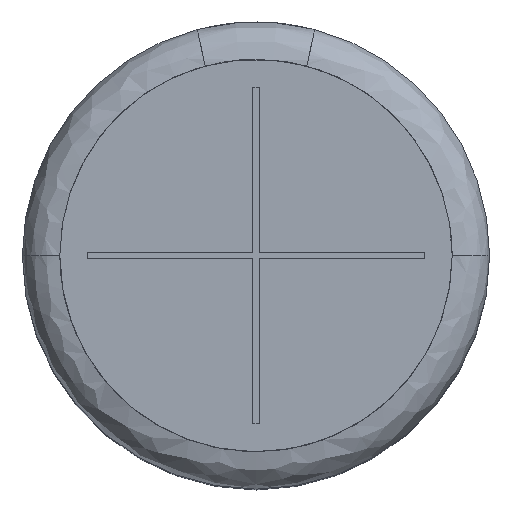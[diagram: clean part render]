
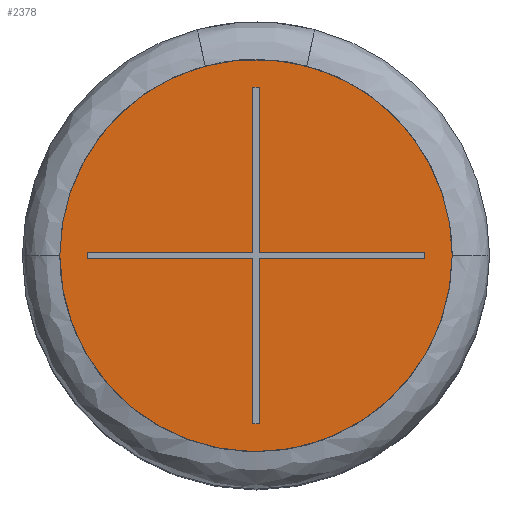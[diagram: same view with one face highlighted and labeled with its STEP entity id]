
A CAD part, top view. The second image highlights one B-rep face of the part: STEP entity #2378.
In plain terms, the highlighted planar face has unit normal (0, 0, 1).
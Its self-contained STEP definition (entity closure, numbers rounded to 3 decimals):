
#350 = DIRECTION ( 'NONE',  ( 1., 0., 0. ) ) ;
#351 = VECTOR ( 'NONE', #350, 1000. ) ;
#352 = CARTESIAN_POINT ( 'NONE',  ( -298.755, -22.241, 14.88 ) ) ;
#381 = LINE ( 'NONE', #352, #351 ) ;
#2009 = ORIENTED_EDGE ( 'NONE', *, *, #2348, .T. ) ;
#2010 = ORIENTED_EDGE ( 'NONE', *, *, #2389, .T. ) ;
#2011 = EDGE_LOOP ( 'NONE', ( #2191, #2268, #2206, #2252, #2278, #2282, #2010, #2201, #2108, #2261, #2097, #2009 ) ) ;
#2016 = ORIENTED_EDGE ( 'NONE', *, *, #2017, .F. ) ;
#2017 = EDGE_CURVE ( 'NONE', #3157, #2104, #5614, .T. ) ;
#2020 = VERTEX_POINT ( 'NONE', #5619 ) ;
#2041 = VERTEX_POINT ( 'NONE', #5308 ) ;
#2097 = ORIENTED_EDGE ( 'NONE', *, *, #2137, .T. ) ;
#2101 = EDGE_CURVE ( 'NONE', #2104, #2041, #5765, .T. ) ;
#2102 = ORIENTED_EDGE ( 'NONE', *, *, #2874, .F. ) ;
#2104 = VERTEX_POINT ( 'NONE', #5905 ) ;
#2108 = ORIENTED_EDGE ( 'NONE', *, *, #2381, .T. ) ;
#2137 = EDGE_CURVE ( 'NONE', #2221, #2345, #6071, .T. ) ;
#2142 = EDGE_CURVE ( 'NONE', #2226, #2020, #6191, .T. ) ;
#2145 = EDGE_CURVE ( 'NONE', #2352, #2221, #6181, .T. ) ;
#2191 = ORIENTED_EDGE ( 'NONE', *, *, #2362, .T. ) ;
#2201 = ORIENTED_EDGE ( 'NONE', *, *, #2142, .T. ) ;
#2206 = ORIENTED_EDGE ( 'NONE', *, *, #2931, .T. ) ;
#2221 = VERTEX_POINT ( 'NONE', #6266 ) ;
#2226 = VERTEX_POINT ( 'NONE', #6372 ) ;
#2230 = VERTEX_POINT ( 'NONE', #6265 ) ;
#2232 = VERTEX_POINT ( 'NONE', #6261 ) ;
#2252 = ORIENTED_EDGE ( 'NONE', *, *, #3144, .T. ) ;
#2254 = ORIENTED_EDGE ( 'NONE', *, *, #2101, .F. ) ;
#2261 = ORIENTED_EDGE ( 'NONE', *, *, #2145, .T. ) ;
#2268 = ORIENTED_EDGE ( 'NONE', *, *, #2368, .T. ) ;
#2278 = ORIENTED_EDGE ( 'NONE', *, *, #3146, .T. ) ;
#2282 = ORIENTED_EDGE ( 'NONE', *, *, #2723, .T. ) ;
#2345 = VERTEX_POINT ( 'NONE', #6417 ) ;
#2348 = EDGE_CURVE ( 'NONE', #2345, #2230, #6467, .T. ) ;
#2352 = VERTEX_POINT ( 'NONE', #6501 ) ;
#2362 = EDGE_CURVE ( 'NONE', #2230, #2232, #6430, .T. ) ;
#2368 = EDGE_CURVE ( 'NONE', #2232, #2869, #6453, .T. ) ;
#2376 = EDGE_LOOP ( 'NONE', ( #2016, #2102, #2254 ) ) ;
#2378 = ADVANCED_FACE ( 'NONE', ( #6669, #6647 ), #6590, .T. ) ;
#2381 = EDGE_CURVE ( 'NONE', #2020, #2352, #6688, .T. ) ;
#2389 = EDGE_CURVE ( 'NONE', #3165, #2226, #6604, .T. ) ;
#2723 = EDGE_CURVE ( 'NONE', #3163, #3165, #381, .T. ) ;
#2869 = VERTEX_POINT ( 'NONE', #7478 ) ;
#2874 = EDGE_CURVE ( 'NONE', #2041, #3157, #7468, .T. ) ;
#2895 = VERTEX_POINT ( 'NONE', #7527 ) ;
#2931 = EDGE_CURVE ( 'NONE', #2869, #2895, #7570, .T. ) ;
#3126 = VERTEX_POINT ( 'NONE', #7956 ) ;
#3144 = EDGE_CURVE ( 'NONE', #2895, #3126, #7979, .T. ) ;
#3146 = EDGE_CURVE ( 'NONE', #3126, #3163, #7923, .T. ) ;
#3157 = VERTEX_POINT ( 'NONE', #8012 ) ;
#3163 = VERTEX_POINT ( 'NONE', #7563 ) ;
#3165 = VERTEX_POINT ( 'NONE', #7562 ) ;
#5308 = CARTESIAN_POINT ( 'NONE',  ( -293.505, -26.741, 14.88 ) ) ;
#5538 = CARTESIAN_POINT ( 'NONE',  ( -298.755, -21.491, 14.88 ) ) ;
#5540 = CARTESIAN_POINT ( 'NONE',  ( -301.83, -21.491, 14.88 ) ) ;
#5543 = CARTESIAN_POINT ( 'NONE',  ( -304.005, -23.666, 14.88 ) ) ;
#5545 = CARTESIAN_POINT ( 'NONE',  ( -304.005, -26.741, 14.88 ) ) ;
#5614 =( BOUNDED_CURVE ( )  B_SPLINE_CURVE ( 3, ( #5545, #5543, #5540, #5538 ),
 .UNSPECIFIED., .F., .T. ) 
 B_SPLINE_CURVE_WITH_KNOTS ( ( 4, 4 ),
 ( 0., 1. ),
 .UNSPECIFIED. ) 
 CURVE ( )  GEOMETRIC_REPRESENTATION_ITEM ( )  RATIONAL_B_SPLINE_CURVE ( ( 1., 0.805, 0.805, 1. ) ) 
 REPRESENTATION_ITEM ( '' )  );
#5619 = CARTESIAN_POINT ( 'NONE',  ( -294.255, -26.659, 14.88 ) ) ;
#5741 = CARTESIAN_POINT ( 'NONE',  ( -293.505, -26.741, 14.88 ) ) ;
#5743 = CARTESIAN_POINT ( 'NONE',  ( -293.505, -23.666, 14.88 ) ) ;
#5744 = CARTESIAN_POINT ( 'NONE',  ( -295.68, -21.491, 14.88 ) ) ;
#5745 = CARTESIAN_POINT ( 'NONE',  ( -298.755, -21.491, 14.88 ) ) ;
#5765 =( BOUNDED_CURVE ( )  B_SPLINE_CURVE ( 3, ( #5745, #5744, #5743, #5741 ),
 .UNSPECIFIED., .F., .T. ) 
 B_SPLINE_CURVE_WITH_KNOTS ( ( 4, 4 ),
 ( 0., 1. ),
 .UNSPECIFIED. ) 
 CURVE ( )  GEOMETRIC_REPRESENTATION_ITEM ( )  RATIONAL_B_SPLINE_CURVE ( ( 1., 0.805, 0.805, 1. ) ) 
 REPRESENTATION_ITEM ( '' )  );
#5905 = CARTESIAN_POINT ( 'NONE',  ( -298.755, -21.491, 14.88 ) ) ;
#6070 = CARTESIAN_POINT ( 'NONE',  ( -298.673, -24.116, 14.88 ) ) ;
#6071 = LINE ( 'NONE', #6070, #6189 ) ;
#6169 = DIRECTION ( 'NONE',  ( -1., 0., 0. ) ) ;
#6170 = VECTOR ( 'NONE', #6169, 1000. ) ;
#6176 = VECTOR ( 'NONE', #6186, 1000. ) ;
#6180 = CARTESIAN_POINT ( 'NONE',  ( -298.755, -26.823, 14.88 ) ) ;
#6181 = LINE ( 'NONE', #6180, #6170 ) ;
#6186 = DIRECTION ( 'NONE',  ( 1., 0., 0. ) ) ;
#6187 = CARTESIAN_POINT ( 'NONE',  ( -298.755, -26.659, 14.88 ) ) ;
#6188 = DIRECTION ( 'NONE',  ( 0., -1., 0. ) ) ;
#6189 = VECTOR ( 'NONE', #6188, 1000. ) ;
#6191 = LINE ( 'NONE', #6187, #6176 ) ;
#6261 = CARTESIAN_POINT ( 'NONE',  ( -298.837, -26.823, 14.88 ) ) ;
#6265 = CARTESIAN_POINT ( 'NONE',  ( -298.837, -31.241, 14.88 ) ) ;
#6266 = CARTESIAN_POINT ( 'NONE',  ( -298.673, -26.823, 14.88 ) ) ;
#6372 = CARTESIAN_POINT ( 'NONE',  ( -298.673, -26.659, 14.88 ) ) ;
#6416 = CARTESIAN_POINT ( 'NONE',  ( -298.755, -31.241, 14.88 ) ) ;
#6417 = CARTESIAN_POINT ( 'NONE',  ( -298.673, -31.241, 14.88 ) ) ;
#6430 = LINE ( 'NONE', #6488, #6450 ) ;
#6443 = DIRECTION ( 'NONE',  ( -1., 0., 0. ) ) ;
#6444 = VECTOR ( 'NONE', #6443, 1000. ) ;
#6449 = DIRECTION ( 'NONE',  ( 0., 1., 0. ) ) ;
#6450 = VECTOR ( 'NONE', #6449, 1000. ) ;
#6452 = CARTESIAN_POINT ( 'NONE',  ( -298.755, -26.823, 14.88 ) ) ;
#6453 = LINE ( 'NONE', #6452, #6444 ) ;
#6467 = LINE ( 'NONE', #6416, #6485 ) ;
#6484 = DIRECTION ( 'NONE',  ( -1., 0., 0. ) ) ;
#6485 = VECTOR ( 'NONE', #6484, 1000. ) ;
#6488 = CARTESIAN_POINT ( 'NONE',  ( -298.837, -24.116, 14.88 ) ) ;
#6501 = CARTESIAN_POINT ( 'NONE',  ( -294.255, -26.823, 14.88 ) ) ;
#6590 = PLANE ( 'NONE',  #6676 ) ;
#6600 = DIRECTION ( 'NONE',  ( 0., -1., 0. ) ) ;
#6601 = VECTOR ( 'NONE', #6600, 1000. ) ;
#6603 = CARTESIAN_POINT ( 'NONE',  ( -298.673, -24.116, 14.88 ) ) ;
#6604 = LINE ( 'NONE', #6603, #6601 ) ;
#6618 = DIRECTION ( 'NONE',  ( 1., 0., 0. ) ) ;
#6619 = DIRECTION ( 'NONE',  ( 0., 0., 1. ) ) ;
#6620 = CARTESIAN_POINT ( 'NONE',  ( -298.755, -24.116, 14.88 ) ) ;
#6647 = FACE_BOUND ( 'NONE', #2011, .T. ) ;
#6669 = FACE_OUTER_BOUND ( 'NONE', #2376, .T. ) ;
#6676 = AXIS2_PLACEMENT_3D ( 'NONE', #6620, #6619, #6618 ) ;
#6685 = DIRECTION ( 'NONE',  ( 0., -1., 0. ) ) ;
#6686 = VECTOR ( 'NONE', #6685, 1000. ) ;
#6687 = CARTESIAN_POINT ( 'NONE',  ( -294.255, -24.116, 14.88 ) ) ;
#6688 = LINE ( 'NONE', #6687, #6686 ) ;
#7464 = CARTESIAN_POINT ( 'NONE',  ( -304.005, -26.741, 14.88 ) ) ;
#7465 = CARTESIAN_POINT ( 'NONE',  ( -304.005, -37.241, 14.88 ) ) ;
#7466 = CARTESIAN_POINT ( 'NONE',  ( -293.505, -37.241, 14.88 ) ) ;
#7467 = CARTESIAN_POINT ( 'NONE',  ( -293.505, -26.741, 14.88 ) ) ;
#7468 =( BOUNDED_CURVE ( )  B_SPLINE_CURVE ( 3, ( #7467, #7466, #7465, #7464 ),
 .UNSPECIFIED., .F., .T. ) 
 B_SPLINE_CURVE_WITH_KNOTS ( ( 4, 4 ),
 ( 0., 1. ),
 .UNSPECIFIED. ) 
 CURVE ( )  GEOMETRIC_REPRESENTATION_ITEM ( )  RATIONAL_B_SPLINE_CURVE ( ( 1., 0.333, 0.333, 1. ) ) 
 REPRESENTATION_ITEM ( '' )  );
#7478 = CARTESIAN_POINT ( 'NONE',  ( -303.255, -26.823, 14.88 ) ) ;
#7527 = CARTESIAN_POINT ( 'NONE',  ( -303.255, -26.659, 14.88 ) ) ;
#7562 = CARTESIAN_POINT ( 'NONE',  ( -298.673, -22.241, 14.88 ) ) ;
#7563 = CARTESIAN_POINT ( 'NONE',  ( -298.837, -22.241, 14.88 ) ) ;
#7565 = DIRECTION ( 'NONE',  ( 0., 1., 0. ) ) ;
#7566 = VECTOR ( 'NONE', #7565, 1000. ) ;
#7569 = CARTESIAN_POINT ( 'NONE',  ( -303.255, -24.116, 14.88 ) ) ;
#7570 = LINE ( 'NONE', #7569, #7566 ) ;
#7918 = CARTESIAN_POINT ( 'NONE',  ( -298.837, -24.116, 14.88 ) ) ;
#7919 = DIRECTION ( 'NONE',  ( 1., 0., 0. ) ) ;
#7923 = LINE ( 'NONE', #7918, #8019 ) ;
#7956 = CARTESIAN_POINT ( 'NONE',  ( -298.837, -26.659, 14.88 ) ) ;
#7977 = VECTOR ( 'NONE', #7919, 1000. ) ;
#7978 = CARTESIAN_POINT ( 'NONE',  ( -298.755, -26.659, 14.88 ) ) ;
#7979 = LINE ( 'NONE', #7978, #7977 ) ;
#8012 = CARTESIAN_POINT ( 'NONE',  ( -304.005, -26.741, 14.88 ) ) ;
#8018 = DIRECTION ( 'NONE',  ( 0., 1., 0. ) ) ;
#8019 = VECTOR ( 'NONE', #8018, 1000. ) ;
